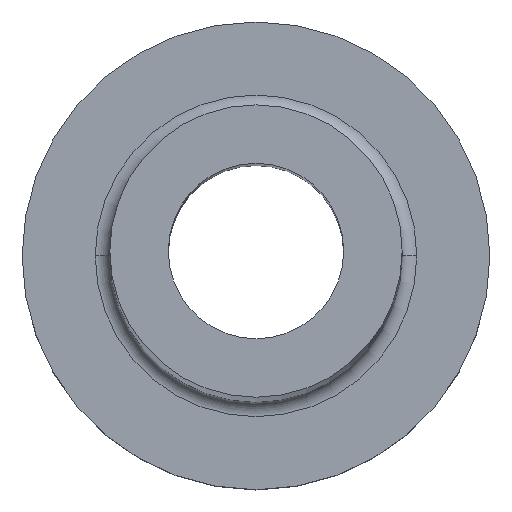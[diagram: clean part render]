
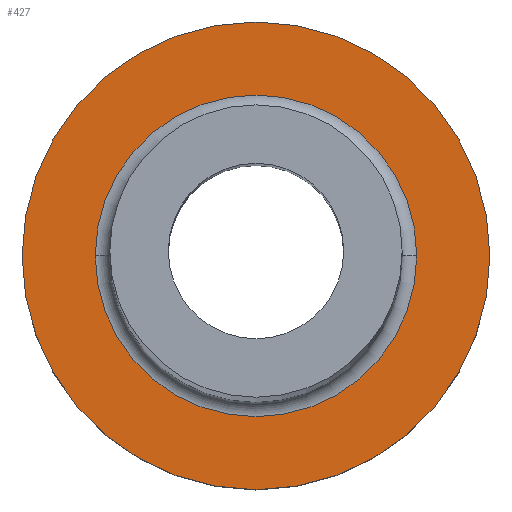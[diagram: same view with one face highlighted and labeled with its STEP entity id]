
A CAD part, top view. The second image highlights one B-rep face of the part: STEP entity #427.
In plain terms, the highlighted planar face has unit normal (0, 0, 1).
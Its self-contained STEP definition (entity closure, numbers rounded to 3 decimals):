
#18 = EDGE_CURVE ( 'NONE', #161, #348, #90, .T. ) ;
#23 = AXIS2_PLACEMENT_3D ( 'NONE', #165, #276, #418 ) ;
#55 = EDGE_CURVE ( 'NONE', #145, #166, #84, .T. ) ;
#60 = FACE_OUTER_BOUND ( 'NONE', #311, .T. ) ;
#84 = CIRCLE ( 'NONE', #142, 8. ) ;
#86 = CARTESIAN_POINT ( 'NONE',  ( 0., 0., 5. ) ) ;
#90 = CIRCLE ( 'NONE', #419, 5.5 ) ;
#104 = DIRECTION ( 'NONE',  ( 1., 0., 0. ) ) ;
#124 = EDGE_LOOP ( 'NONE', ( #340, #239 ) ) ;
#131 = FACE_BOUND ( 'NONE', #124, .T. ) ;
#142 = AXIS2_PLACEMENT_3D ( 'NONE', #281, #424, #386 ) ;
#145 = VERTEX_POINT ( 'NONE', #147 ) ;
#147 = CARTESIAN_POINT ( 'NONE',  ( 8., 0., 5. ) ) ;
#161 = VERTEX_POINT ( 'NONE', #440 ) ;
#165 = CARTESIAN_POINT ( 'NONE',  ( 0., 0., 5. ) ) ;
#166 = VERTEX_POINT ( 'NONE', #291 ) ;
#169 = ORIENTED_EDGE ( 'NONE', *, *, #268, .T. ) ;
#171 = CARTESIAN_POINT ( 'NONE',  ( -5.5, 0., 5. ) ) ;
#176 = CIRCLE ( 'NONE', #243, 8. ) ;
#218 = DIRECTION ( 'NONE',  ( 1., 0., 0. ) ) ;
#219 = DIRECTION ( 'NONE',  ( 0., 0., -1. ) ) ;
#229 = DIRECTION ( 'NONE',  ( 0., 0., 1. ) ) ;
#235 = AXIS2_PLACEMENT_3D ( 'NONE', #413, #282, #104 ) ;
#239 = ORIENTED_EDGE ( 'NONE', *, *, #391, .T. ) ;
#243 = AXIS2_PLACEMENT_3D ( 'NONE', #86, #229, #371 ) ;
#268 = EDGE_CURVE ( 'NONE', #166, #145, #176, .T. ) ;
#276 = DIRECTION ( 'NONE',  ( 0., 0., 1. ) ) ;
#281 = CARTESIAN_POINT ( 'NONE',  ( 0., 0., 5. ) ) ;
#282 = DIRECTION ( 'NONE',  ( 0., 0., -1. ) ) ;
#291 = CARTESIAN_POINT ( 'NONE',  ( -8., 0., 5. ) ) ;
#300 = CIRCLE ( 'NONE', #235, 5.5 ) ;
#311 = EDGE_LOOP ( 'NONE', ( #169, #353 ) ) ;
#340 = ORIENTED_EDGE ( 'NONE', *, *, #18, .T. ) ;
#348 = VERTEX_POINT ( 'NONE', #171 ) ;
#352 = PLANE ( 'NONE',  #23 ) ;
#353 = ORIENTED_EDGE ( 'NONE', *, *, #55, .T. ) ;
#371 = DIRECTION ( 'NONE',  ( 1., 0., 0. ) ) ;
#386 = DIRECTION ( 'NONE',  ( 1., 0., 0. ) ) ;
#391 = EDGE_CURVE ( 'NONE', #348, #161, #300, .T. ) ;
#413 = CARTESIAN_POINT ( 'NONE',  ( 0., 0., 5. ) ) ;
#418 = DIRECTION ( 'NONE',  ( 1., 0., 0. ) ) ;
#419 = AXIS2_PLACEMENT_3D ( 'NONE', #429, #219, #218 ) ;
#424 = DIRECTION ( 'NONE',  ( 0., 0., 1. ) ) ;
#427 = ADVANCED_FACE ( 'NONE', ( #131, #60 ), #352, .T. ) ;
#429 = CARTESIAN_POINT ( 'NONE',  ( 0., 0., 5. ) ) ;
#440 = CARTESIAN_POINT ( 'NONE',  ( 5.5, 0., 5. ) ) ;
